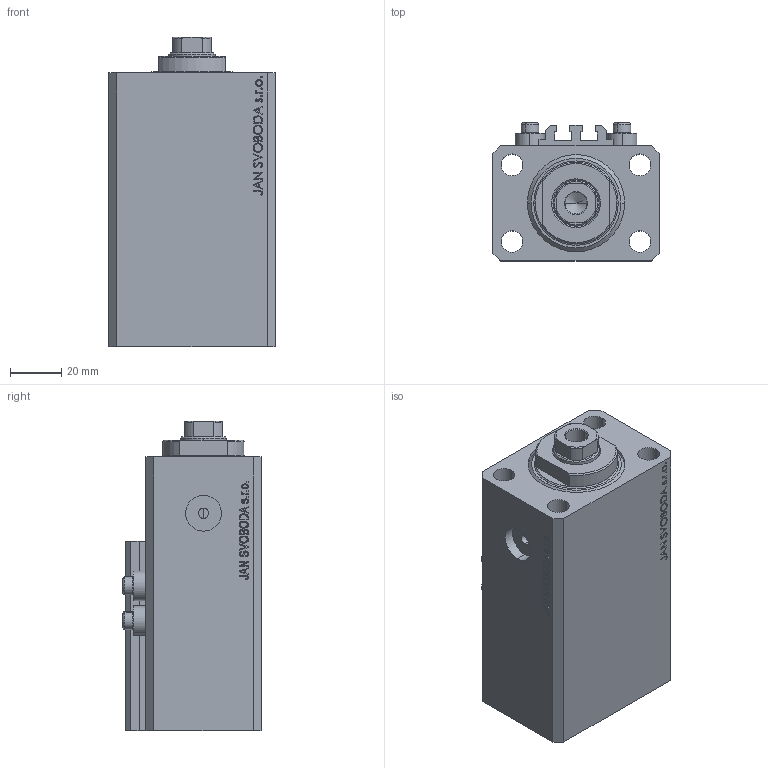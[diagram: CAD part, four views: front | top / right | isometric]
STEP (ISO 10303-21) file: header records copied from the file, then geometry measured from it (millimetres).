
FILE_DESCRIPTION (( 'STEP AP203' ), '1' );
FILE_NAME ('bc68.STEP', '2022-04-09T17:02:21', ( '' ), ( '' ), 'SwSTEP 2.0', 'SolidWorks 2019', '' );
FILE_SCHEMA (( 'CONFIG_CONTROL_DESIGN' ));
Length unit declared in the file: millimetre
Products named in the file (5): V250CE_C_Body 67003b8a051e409cccd4388e5c9d6d9d; bc68; ALLEN BOLT V250CE 67003b8a051e409cccd4388e5c9d6d9d; V250CE_C_VCP 67003b8a051e409cccd4388e5c9d6d9d; V250CE_VC_C 67003b8a051e409cccd4388e5c9d6d9d
Assembly tree (7 placements, depth 2):
  bc68
    V250CE_C_Body 67003b8a051e409cccd4388e5c9d6d9d
    ALLEN BOLT V250CE 67003b8a051e409cccd4388e5c9d6d9d  x4
    V250CE_C_VCP 67003b8a051e409cccd4388e5c9d6d9d
    V250CE_VC_C 67003b8a051e409cccd4388e5c9d6d9d
Bounding box: 65 x 54 x 120.9 mm (x, y, z)
Volume: 288608.5 mm3; surface area: 76488.9 mm2
Topology: 8 solids, 8 shells, 1038 faces, 2608 edges, 1705 vertices
Faces by surface type: plane 504, bspline 374, cylinder 88, cone 58, torus 14
Entity records: 47348 total; most frequent: CARTESIAN_POINT 25894, ORIENTED_EDGE 4906, DIRECTION 3057, EDGE_CURVE 2453, VERTEX_POINT 1621, LINE 1489, VECTOR 1489, EDGE_LOOP 1088
